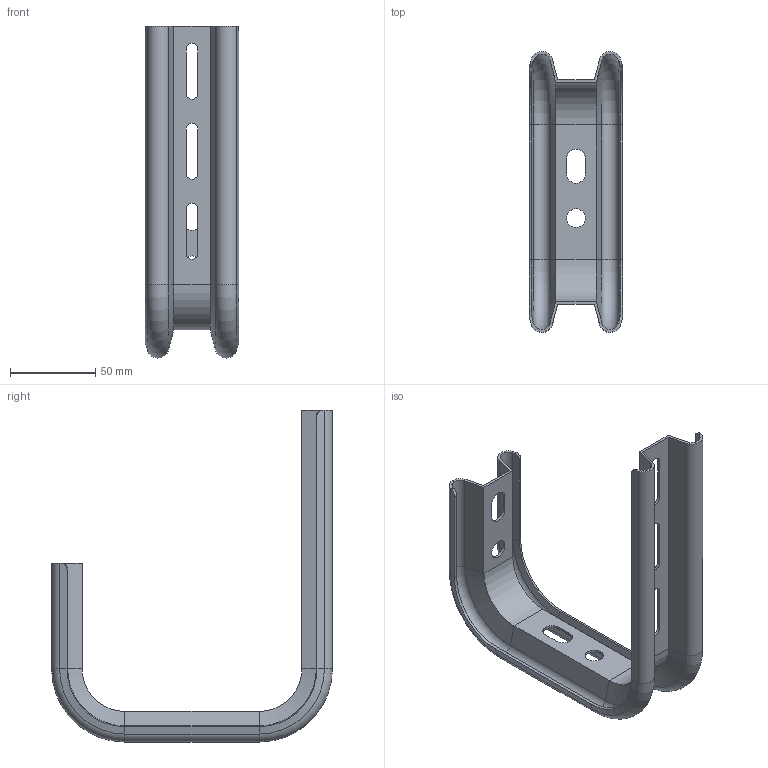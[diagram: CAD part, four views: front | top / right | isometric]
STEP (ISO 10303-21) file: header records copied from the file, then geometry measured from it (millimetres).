
FILE_DESCRIPTION (( 'STEP AP203' ), '1' );
FILE_NAME ('CLW10-VR-150-1_Êîíñîëü ïîòîëî÷íàÿ VR 150.STEP', '2016-04-13T12:17:59', ( '' ), ( '' ), 'SwSTEP 2.0', 'SolidWorks 2014', '' );
FILE_SCHEMA (( 'CONFIG_CONTROL_DESIGN' ));
Length unit declared in the file: millimetre
Products named in the file (1): CLW10-VR-150-1_Êîíñîëü ïîòîëî÷íàÿ VR 150
Bounding box: 55 x 164.97 x 194.98 mm (x, y, z)
Volume: 50229.9 mm3; surface area: 69019.5 mm2
Topology: 1 solids, 1 shells, 108 faces, 256 edges, 150 vertices
Faces by surface type: plane 48, cylinder 32, cone 20, torus 8
Full cylindrical faces by diameter (mm): 11 x2
Entity records: 3129 total; most frequent: DIRECTION 558, CARTESIAN_POINT 509, ORIENTED_EDGE 504, EDGE_CURVE 252, AXIS2_PLACEMENT_3D 197, VECTOR 164, LINE 164, VERTEX_POINT 148
